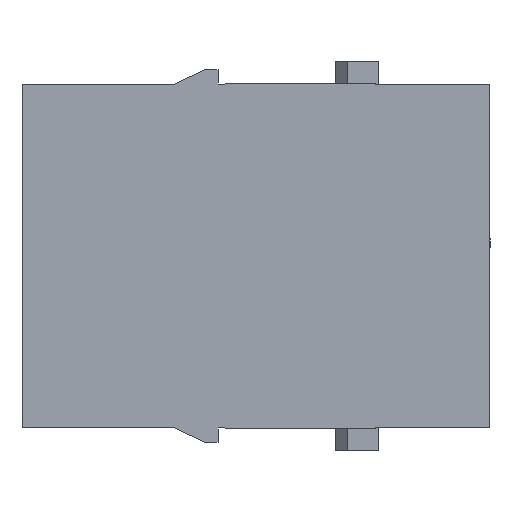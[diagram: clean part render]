
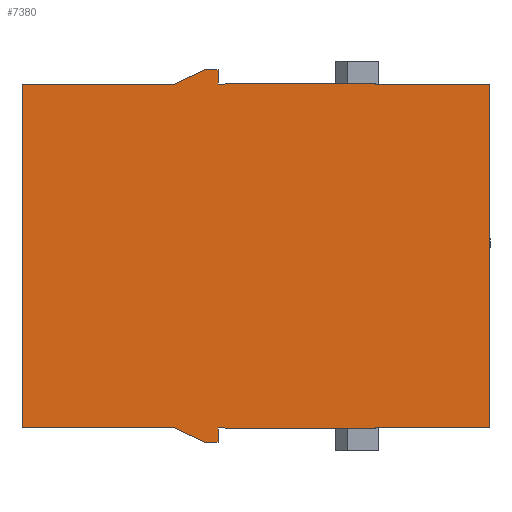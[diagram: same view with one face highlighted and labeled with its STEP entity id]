
A CAD part, left-side view. The second image highlights one B-rep face of the part: STEP entity #7380.
In plain terms, the highlighted free-form (B-spline) face has degree [1, 1] with [2, 2] control points.
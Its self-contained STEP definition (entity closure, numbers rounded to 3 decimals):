
#5798=CARTESIAN_POINT('V110',(-7.3,-25.1,
   -15.05));
#5799=VERTEX_POINT('V110',#5798);
#5805=CARTESIAN_POINT('V87',(-7.3,-15.0,
   -15.05));
#5806=VERTEX_POINT('V87',#5805);
#5807=CARTESIAN_POINT('E155',(-7.3,-15.0,
   -15.05));
#5808=CARTESIAN_POINT('E155',(-7.3,-25.1,
   -15.05));
#5809=QUASI_UNIFORM_CURVE('E155',1,(#5807,#5808),.POLYLINE_FORM.,.F.,
   .U.);
#5810=EDGE_CURVE('E155',#5806,#5799,#5809,.T.);
#5828=CARTESIAN_POINT('V89',(-7.3,-15.,
   -15.1));
#5829=VERTEX_POINT('V89',#5828);
#5830=CARTESIAN_POINT('E122',(-7.3,-15.0,
   -15.1));
#5831=CARTESIAN_POINT('E122',(-7.3,-15.0,
   -15.05));
#5832=B_SPLINE_CURVE_WITH_KNOTS('E122',1,(#5830,#5831),
   .POLYLINE_FORM.,.F.,.U.,(2,2),(0.998,1.0),
   .UNSPECIFIED.);
#5833=EDGE_CURVE('E122',#5829,#5806,#5832,.T.);
#5849=CARTESIAN_POINT('V381',(-7.3,0.1,
   -16.326));
#5850=VERTEX_POINT('V381',#5849);
#5851=CARTESIAN_POINT('V382',(-7.3,-1.1,
   -16.328));
#5852=VERTEX_POINT('V382',#5851);
#5853=CARTESIAN_POINT('E570',(-7.3,0.1,
   -16.326));
#5854=CARTESIAN_POINT('E570',(-7.3,-1.1,
   -16.328));
#5855=QUASI_UNIFORM_CURVE('E570',1,(#5853,#5854),.POLYLINE_FORM.,.F.,
   .U.);
#5856=EDGE_CURVE('E570',#5850,#5852,#5855,.T.);
#5885=CARTESIAN_POINT('V393',(-7.3,2.779,
   -15.072));
#5886=VERTEX_POINT('V393',#5885);
#5887=CARTESIAN_POINT('E584',(-7.3,2.779,
   -15.072));
#5888=CARTESIAN_POINT('E584',(-7.3,0.1,
   -16.326));
#5889=B_SPLINE_CURVE_WITH_KNOTS('E584',1,(#5887,#5888),
   .POLYLINE_FORM.,.F.,.U.,(2,2),(0.0,1.183),
   .UNSPECIFIED.);
#5890=EDGE_CURVE('E584',#5886,#5850,#5889,.T.);
#6744=CARTESIAN_POINT('V150',(-7.3,16.2,
   -15.05));
#6745=VERTEX_POINT('V150',#6744);
#6751=CARTESIAN_POINT('V151',(-7.3,16.2,
   15.25));
#6752=VERTEX_POINT('V151',#6751);
#6753=CARTESIAN_POINT('E217',(-7.3,16.2,
   15.25));
#6754=CARTESIAN_POINT('E217',(-7.3,16.2,
   -15.05));
#6755=QUASI_UNIFORM_CURVE('E217',1,(#6753,#6754),.POLYLINE_FORM.,.F.,
   .U.);
#6756=EDGE_CURVE('E217',#6752,#6745,#6755,.T.);
#7135=CARTESIAN_POINT('V83',(-7.3,-15.0,
   15.25));
#7136=VERTEX_POINT('V83',#7135);
#7142=CARTESIAN_POINT('V84',(-7.3,-25.1,
   15.25));
#7143=VERTEX_POINT('V84',#7142);
#7144=CARTESIAN_POINT('E116',(-7.3,-25.1,
   15.25));
#7145=CARTESIAN_POINT('E116',(-7.3,-15.0,
   15.25));
#7146=QUASI_UNIFORM_CURVE('E116',1,(#7144,#7145),.POLYLINE_FORM.,.F.,
   .U.);
#7147=EDGE_CURVE('E116',#7143,#7136,#7146,.T.);
#7174=CARTESIAN_POINT('V94',(-7.3,-15.0,
   15.3));
#7175=VERTEX_POINT('V94',#7174);
#7181=CARTESIAN_POINT('E130',(-7.3,-15.0,
   15.25));
#7182=CARTESIAN_POINT('E130',(-7.3,-15.0,
   15.3));
#7183=B_SPLINE_CURVE_WITH_KNOTS('E130',1,(#7181,#7182),
   .POLYLINE_FORM.,.F.,.U.,(2,2),(0.0,0.002),
   .UNSPECIFIED.);
#7184=EDGE_CURVE('E130',#7136,#7175,#7183,.T.);
#7231=CARTESIAN_POINT('V395',(-7.3,-1.1,
   15.278));
#7232=VERTEX_POINT('V395',#7231);
#7238=CARTESIAN_POINT('E595',(-7.3,-15.0,
   15.3));
#7239=CARTESIAN_POINT('E595',(-7.3,-1.1,
   15.278));
#7240=B_SPLINE_CURVE_WITH_KNOTS('E595',1,(#7238,#7239),
   .POLYLINE_FORM.,.F.,.U.,(2,2),(0.0,0.446),
   .UNSPECIFIED.);
#7241=EDGE_CURVE('E595',#7175,#7232,#7240,.T.);
#7264=CARTESIAN_POINT('V396',(-7.3,2.779,
   15.272));
#7265=VERTEX_POINT('V396',#7264);
#7266=CARTESIAN_POINT('E592',(-7.3,2.779,
   15.272));
#7267=CARTESIAN_POINT('E592',(-7.3,16.2,
   15.25));
#7268=B_SPLINE_CURVE_WITH_KNOTS('E592',1,(#7266,#7267),
   .POLYLINE_FORM.,.F.,.U.,(2,2),(0.57,1.0),
   .UNSPECIFIED.);
#7269=EDGE_CURVE('E592',#7265,#6752,#7268,.T.);
#7284=CARTESIAN_POINT('V385',(-7.3,-1.1,
   16.528));
#7285=VERTEX_POINT('V385',#7284);
#7286=CARTESIAN_POINT('E588',(-7.3,-1.1,
   15.278));
#7287=CARTESIAN_POINT('E588',(-7.3,-1.1,
   16.528));
#7288=QUASI_UNIFORM_CURVE('E588',1,(#7286,#7287),.POLYLINE_FORM.,.F.,
   .U.);
#7289=EDGE_CURVE('E588',#7232,#7285,#7288,.T.);
#7306=CARTESIAN_POINT('V386',(-7.3,0.1,
   16.526));
#7307=VERTEX_POINT('V386',#7306);
#7308=CARTESIAN_POINT('E574',(-7.3,-1.1,
   16.528));
#7309=CARTESIAN_POINT('E574',(-7.3,0.1,
   16.526));
#7310=QUASI_UNIFORM_CURVE('E574',1,(#7308,#7309),.POLYLINE_FORM.,.F.,
   .U.);
#7311=EDGE_CURVE('E574',#7285,#7307,#7310,.T.);
#7328=CARTESIAN_POINT('E590',(-7.3,0.1,
   16.526));
#7329=CARTESIAN_POINT('E590',(-7.3,2.779,
   15.272));
#7330=B_SPLINE_CURVE_WITH_KNOTS('E590',1,(#7328,#7329),
   .POLYLINE_FORM.,.F.,.U.,(2,2),(0.0,1.183),
   .UNSPECIFIED.);
#7331=EDGE_CURVE('E590',#7307,#7265,#7330,.T.);
#7339=CARTESIAN_POINT('F221',(-7.3,17.4,
   -16.491));
#7340=CARTESIAN_POINT('F221',(-7.3,-25.553,
   -16.491));
#7341=CARTESIAN_POINT('F221',(-7.3,17.4,
   16.691));
#7342=CARTESIAN_POINT('F221',(-7.3,-25.553,
   16.691));
#7343=B_SPLINE_SURFACE_WITH_KNOTS('F221',1,1,((#7339,#7341),(
   #7340,#7342)),.PLANE_SURF.,.F.,.F.,.U.,(2,2),(2,2),(0.0,
   1.294),(0.0,1.0),.UNSPECIFIED.);
#7344=ORIENTED_EDGE('E590',*,*,#7331,.T.);
#7345=ORIENTED_EDGE('E592',*,*,#7269,.T.);
#7346=ORIENTED_EDGE('E217',*,*,#6756,.T.);
#7347=CARTESIAN_POINT('E593',(-7.3,16.2,
   -15.05));
#7348=CARTESIAN_POINT('E593',(-7.3,2.779,
   -15.072));
#7349=B_SPLINE_CURVE_WITH_KNOTS('E593',1,(#7347,#7348),
   .POLYLINE_FORM.,.F.,.U.,(2,2),(0.0,0.43),
   .UNSPECIFIED.);
#7350=EDGE_CURVE('E593',#6745,#5886,#7349,.T.);
#7351=ORIENTED_EDGE('E593',*,*,#7350,.T.);
#7352=ORIENTED_EDGE('E584',*,*,#5890,.T.);
#7353=ORIENTED_EDGE('E570',*,*,#5856,.T.);
#7354=CARTESIAN_POINT('V394',(-7.3,-1.1,
   -15.078));
#7355=VERTEX_POINT('V394',#7354);
#7356=CARTESIAN_POINT('E586',(-7.3,-1.1,
   -16.328));
#7357=CARTESIAN_POINT('E586',(-7.3,-1.1,
   -15.078));
#7358=QUASI_UNIFORM_CURVE('E586',1,(#7356,#7357),.POLYLINE_FORM.,.F.,
   .U.);
#7359=EDGE_CURVE('E586',#5852,#7355,#7358,.T.);
#7360=ORIENTED_EDGE('E586',*,*,#7359,.T.);
#7361=CARTESIAN_POINT('E594',(-7.3,-1.1,
   -15.078));
#7362=CARTESIAN_POINT('E594',(-7.3,-15.,
   -15.1));
#7363=B_SPLINE_CURVE_WITH_KNOTS('E594',1,(#7361,#7362),
   .POLYLINE_FORM.,.F.,.U.,(2,2),(0.554,1.0),
   .UNSPECIFIED.);
#7364=EDGE_CURVE('E594',#7355,#5829,#7363,.T.);
#7365=ORIENTED_EDGE('E594',*,*,#7364,.T.);
#7366=ORIENTED_EDGE('E122',*,*,#5833,.T.);
#7367=ORIENTED_EDGE('E155',*,*,#5810,.T.);
#7368=CARTESIAN_POINT('E383',(-7.3,-25.1,
   -15.05));
#7369=CARTESIAN_POINT('E383',(-7.3,-25.1,
   15.25));
#7370=QUASI_UNIFORM_CURVE('E383',1,(#7368,#7369),.POLYLINE_FORM.,.F.,
   .U.);
#7371=EDGE_CURVE('E383',#5799,#7143,#7370,.T.);
#7372=ORIENTED_EDGE('E383',*,*,#7371,.T.);
#7373=ORIENTED_EDGE('E116',*,*,#7147,.T.);
#7374=ORIENTED_EDGE('F41',*,*,#7184,.T.);
#7375=ORIENTED_EDGE('E595',*,*,#7241,.T.);
#7376=ORIENTED_EDGE('E588',*,*,#7289,.T.);
#7377=ORIENTED_EDGE('E574',*,*,#7311,.T.);
#7378=EDGE_LOOP('F221',(#7344,#7345,#7346,#7351,#7352,#7353,#7360,
   #7365,#7366,#7367,#7372,#7373,#7374,#7375,#7376,#7377));
#7379=FACE_OUTER_BOUND('F221',#7378,.T.);
#7380=ADVANCED_FACE('F221',(#7379),#7343,.T.);
